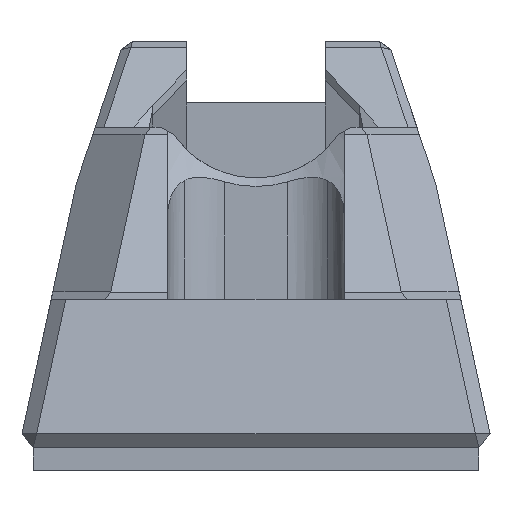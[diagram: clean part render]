
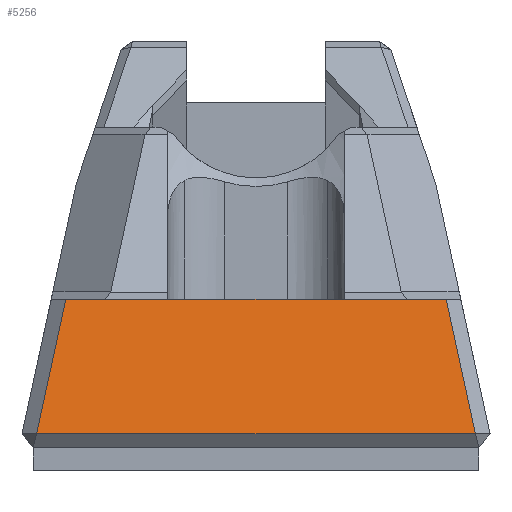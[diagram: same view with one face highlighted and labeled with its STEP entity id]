
A CAD part, front view. The second image highlights one B-rep face of the part: STEP entity #5256.
In plain terms, the highlighted planar face has unit normal (0, -0.985, 0.174).
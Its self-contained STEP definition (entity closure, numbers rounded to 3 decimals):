
#1660=CARTESIAN_POINT('',(7.675,624.637,-10.208));
#1661=VERTEX_POINT('',#1660);
#1723=CARTESIAN_POINT('',(6.652,625.467,-5.5));
#1724=VERTEX_POINT('',#1723);
#1731=CARTESIAN_POINT('',(6.652,625.467,-5.5));
#1732=DIRECTION('',(0.209,-0.17,-0.963));
#1733=VECTOR('',#1732,4.889);
#1734=LINE('',#1731,#1733);
#1735=EDGE_CURVE('',#1724,#1661,#1734,.T.);
#1754=CARTESIAN_POINT('',(-7.693,624.637,-10.208));
#1755=VERTEX_POINT('',#1754);
#1816=CARTESIAN_POINT('',(7.675,624.637,-10.208));
#1817=DIRECTION('',(-1.,0.,0.));
#1818=VECTOR('',#1817,15.368);
#1819=LINE('',#1816,#1818);
#1820=EDGE_CURVE('',#1661,#1755,#1819,.T.);
#1837=CARTESIAN_POINT('',(-6.671,625.467,-5.5));
#1838=VERTEX_POINT('',#1837);
#1854=CARTESIAN_POINT('',(-7.693,624.637,-10.208));
#1855=DIRECTION('',(0.209,0.17,0.963));
#1856=VECTOR('',#1855,4.889);
#1857=LINE('',#1854,#1856);
#1858=EDGE_CURVE('',#1755,#1838,#1857,.T.);
#4375=CARTESIAN_POINT('',(6.652,625.467,-5.5));
#4376=DIRECTION('',(-1.,0.,0.));
#4377=VECTOR('',#4376,13.323);
#4378=LINE('',#4375,#4377);
#4379=EDGE_CURVE('',#1724,#1838,#4378,.T.);
#5245=CARTESIAN_POINT('',(-0.009,625.785,-3.694));
#5246=DIRECTION('',(-0.,-0.985,0.174));
#5247=DIRECTION('',(0.,0.174,0.985));
#5248=AXIS2_PLACEMENT_3D('',#5245,#5246,#5247);
#5249=PLANE('',#5248);
#5250=ORIENTED_EDGE('',*,*,#1735,.F.);
#5251=ORIENTED_EDGE('',*,*,#4379,.T.);
#5252=ORIENTED_EDGE('',*,*,#1858,.F.);
#5253=ORIENTED_EDGE('',*,*,#1820,.F.);
#5254=EDGE_LOOP('',(#5250,#5251,#5252,#5253));
#5255=FACE_BOUND('',#5254,.T.);
#5256=ADVANCED_FACE('',(#5255),#5249,.T.);
